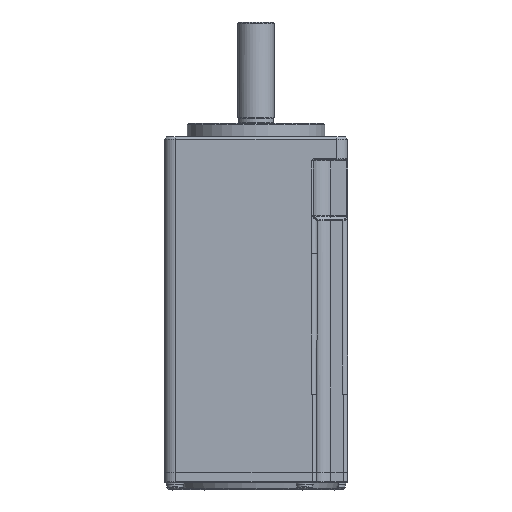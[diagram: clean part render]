
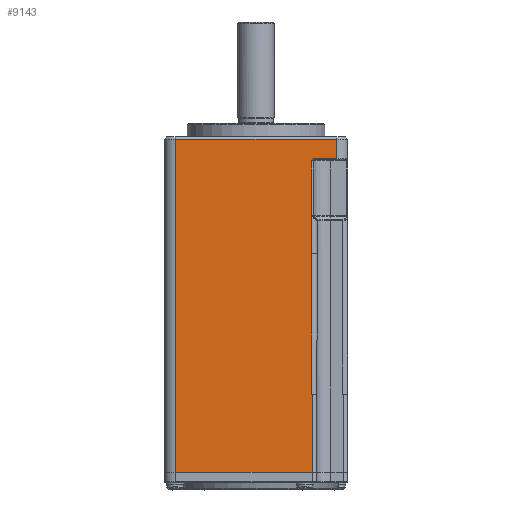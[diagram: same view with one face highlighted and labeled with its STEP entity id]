
A CAD part, front view. The second image highlights one B-rep face of the part: STEP entity #9143.
In plain terms, the highlighted planar face has unit normal (0, -1, 0).
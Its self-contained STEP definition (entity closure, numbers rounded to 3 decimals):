
#3454=LINE('',#60783,#6248);
#3456=LINE('',#60788,#6250);
#3457=LINE('',#60794,#6251);
#3458=LINE('',#60805,#6252);
#3459=LINE('',#60807,#6253);
#3461=LINE('',#60813,#6255);
#3465=LINE('',#60958,#6259);
#3541=LINE('',#61265,#6335);
#3542=LINE('',#61267,#6336);
#3543=LINE('',#61269,#6337);
#6248=VECTOR('',#42050,1.);
#6250=VECTOR('',#42056,1.);
#6251=VECTOR('',#42065,1.);
#6252=VECTOR('',#42074,1.);
#6253=VECTOR('',#42077,1.);
#6255=VECTOR('',#42083,1.);
#6259=VECTOR('',#42173,1.);
#6335=VECTOR('',#42411,1.);
#6336=VECTOR('',#42414,1.);
#6337=VECTOR('',#42415,1.);
#9143=ADVANCED_FACE('',(#11700),#10250,.T.);
#10250=PLANE('',#34251);
#11700=FACE_OUTER_BOUND('',#13682,.T.);
#13682=EDGE_LOOP('',(#22246,#22247,#22248,#22249,#22250,#22251,#22252,#22253,
#22254,#22255,#22256,#22257));
#22246=ORIENTED_EDGE('',*,*,#30240,.T.);
#22247=ORIENTED_EDGE('',*,*,#30241,.F.);
#22248=ORIENTED_EDGE('',*,*,#30242,.T.);
#22249=ORIENTED_EDGE('',*,*,#30078,.T.);
#22250=ORIENTED_EDGE('',*,*,#30075,.F.);
#22251=ORIENTED_EDGE('',*,*,#30074,.F.);
#22252=ORIENTED_EDGE('',*,*,#30072,.T.);
#22253=ORIENTED_EDGE('',*,*,#30070,.F.);
#22254=ORIENTED_EDGE('',*,*,#30068,.F.);
#22255=ORIENTED_EDGE('',*,*,#30067,.T.);
#22256=ORIENTED_EDGE('',*,*,#30121,.T.);
#22257=ORIENTED_EDGE('',*,*,#30064,.T.);
#25593=VERTEX_POINT('',#60047);
#25634=VERTEX_POINT('',#60413);
#25640=VERTEX_POINT('',#60465);
#25703=VERTEX_POINT('',#60778);
#25705=VERTEX_POINT('',#60787);
#25706=VERTEX_POINT('',#60791);
#25707=VERTEX_POINT('',#60795);
#25708=VERTEX_POINT('',#60804);
#25709=VERTEX_POINT('',#60808);
#25711=VERTEX_POINT('',#60814);
#25803=VERTEX_POINT('',#61264);
#25804=VERTEX_POINT('',#61268);
#30064=EDGE_CURVE('',#25640,#25703,#3454,.T.);
#30067=EDGE_CURVE('',#25705,#25634,#3456,.T.);
#30068=EDGE_CURVE('',#25705,#25706,#31479,.T.);
#30070=EDGE_CURVE('',#25706,#25707,#3457,.T.);
#30072=EDGE_CURVE('',#25593,#25707,#31482,.T.);
#30074=EDGE_CURVE('',#25593,#25708,#3458,.T.);
#30075=EDGE_CURVE('',#25708,#25709,#3459,.T.);
#30078=EDGE_CURVE('',#25711,#25709,#3461,.T.);
#30121=EDGE_CURVE('',#25634,#25640,#3465,.T.);
#30240=EDGE_CURVE('',#25703,#25803,#3541,.T.);
#30241=EDGE_CURVE('',#25804,#25803,#3542,.T.);
#30242=EDGE_CURVE('',#25804,#25711,#3543,.T.);
#31479=CIRCLE('',#34116,0.5);
#31482=CIRCLE('',#34121,0.6);
#34116=AXIS2_PLACEMENT_3D('',#60790,#42059,#42060);
#34121=AXIS2_PLACEMENT_3D('',#60798,#42070,#42071);
#34251=AXIS2_PLACEMENT_3D('',#61270,#42416,#42417);
#42050=DIRECTION('',(-1.,0.,0.));
#42056=DIRECTION('',(1.,0.,0.));
#42059=DIRECTION('',(0.,-1.,0.));
#42060=DIRECTION('',(0.,0.,-1.));
#42065=DIRECTION('',(0.,0.,-1.));
#42070=DIRECTION('',(0.,1.,0.));
#42071=DIRECTION('',(1.,0.,0.));
#42074=DIRECTION('',(0.,0.,-1.));
#42077=DIRECTION('',(0.,0.,-1.));
#42083=DIRECTION('',(-1.,0.,0.));
#42173=DIRECTION('',(0.,0.,1.));
#42411=DIRECTION('',(0.,0.,-1.));
#42414=DIRECTION('',(-1.,0.,0.));
#42415=DIRECTION('',(0.,0.,1.));
#42416=DIRECTION('',(0.,-1.,0.));
#42417=DIRECTION('',(1.,0.,0.));
#60047=CARTESIAN_POINT('',(12.163,-20.,-17.133));
#60413=CARTESIAN_POINT('',(17.5,-20.,-4.7));
#60465=CARTESIAN_POINT('',(17.5,-20.,-0.5));
#60778=CARTESIAN_POINT('',(-17.5,-20.,-0.5));
#60783=CARTESIAN_POINT('',(-20.,-20.,-0.5));
#60787=CARTESIAN_POINT('',(12.66,-20.,-4.7));
#60788=CARTESIAN_POINT('',(-20.,-20.,-4.7));
#60790=CARTESIAN_POINT('',(12.66,-20.,-5.2));
#60791=CARTESIAN_POINT('',(12.16,-20.,-5.2));
#60794=CARTESIAN_POINT('',(12.16,-20.,-60.9));
#60795=CARTESIAN_POINT('',(12.16,-20.,-17.073));
#60798=CARTESIAN_POINT('',(12.76,-20.,-17.073));
#60804=CARTESIAN_POINT('',(12.163,-20.,-25.4));
#60805=CARTESIAN_POINT('',(12.161,-20.,-50.9));
#60807=CARTESIAN_POINT('',(12.161,-20.,-56.5));
#60808=CARTESIAN_POINT('',(12.161,-20.,-55.9));
#60813=CARTESIAN_POINT('',(12.96,-20.,-55.9));
#60814=CARTESIAN_POINT('',(12.26,-20.,-55.9));
#60958=CARTESIAN_POINT('',(17.5,-20.,-53.));
#61264=CARTESIAN_POINT('',(-17.5,-20.,-72.9));
#61265=CARTESIAN_POINT('',(-17.5,-20.,-53.));
#61267=CARTESIAN_POINT('',(12.96,-20.,-72.9));
#61268=CARTESIAN_POINT('',(12.26,-20.,-72.9));
#61269=CARTESIAN_POINT('',(12.26,-20.,-76.4));
#61270=CARTESIAN_POINT('',(-20.,-20.,-53.));
